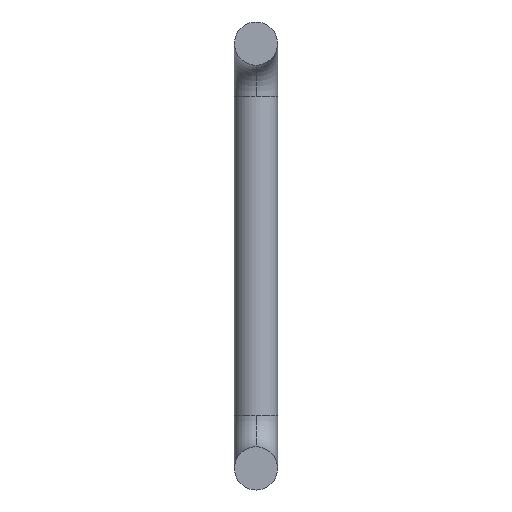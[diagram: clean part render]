
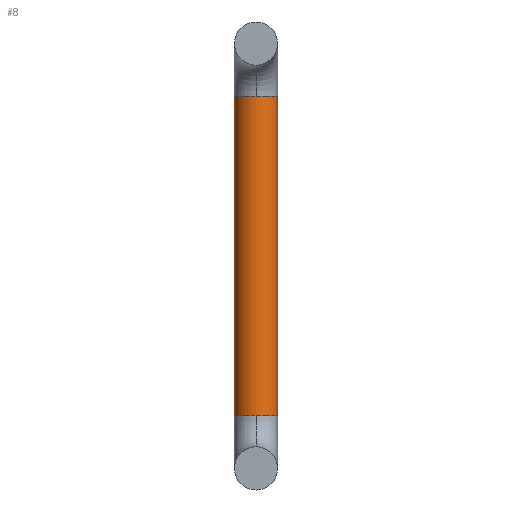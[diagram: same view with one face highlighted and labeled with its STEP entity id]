
A CAD part, front view. The second image highlights one B-rep face of the part: STEP entity #8.
In plain terms, the highlighted cylindrical face has radius 1.63 mm (diameter 3.26 mm), a partial arc.
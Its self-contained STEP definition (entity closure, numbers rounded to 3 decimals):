
#8 = ADVANCED_FACE ( 'NONE', ( #121 ), #378, .T. ) ;
#17 = AXIS2_PLACEMENT_3D ( 'NONE', #41, #326, #305 ) ;
#18 = ORIENTED_EDGE ( 'NONE', *, *, #257, .T. ) ;
#22 = VERTEX_POINT ( 'NONE', #27 ) ;
#27 = CARTESIAN_POINT ( 'NONE',  ( 0., -1.63, -12. ) ) ;
#28 = ORIENTED_EDGE ( 'NONE', *, *, #419, .F. ) ;
#41 = CARTESIAN_POINT ( 'NONE',  ( 0., 0., 12. ) ) ;
#43 = EDGE_LOOP ( 'NONE', ( #28, #174, #241, #18, #371, #252 ) ) ;
#48 = VECTOR ( 'NONE', #170, 1000. ) ;
#58 = DIRECTION ( 'NONE',  ( 0., 0., -1. ) ) ;
#62 = AXIS2_PLACEMENT_3D ( 'NONE', #243, #209, #212 ) ;
#92 = CARTESIAN_POINT ( 'NONE',  ( 0., -1.63, 12. ) ) ;
#96 = DIRECTION ( 'NONE',  ( 0., 0., 1. ) ) ;
#105 = CIRCLE ( 'NONE', #144, 1.63 ) ;
#106 = CARTESIAN_POINT ( 'NONE',  ( 0., 0., 12. ) ) ;
#121 = FACE_OUTER_BOUND ( 'NONE', #43, .T. ) ;
#128 = DIRECTION ( 'NONE',  ( 0., 0., -1. ) ) ;
#133 = EDGE_CURVE ( 'NONE', #207, #22, #186, .T. ) ;
#139 = CARTESIAN_POINT ( 'NONE',  ( 1.63, 0., 12. ) ) ;
#144 = AXIS2_PLACEMENT_3D ( 'NONE', #106, #302, #203 ) ;
#160 = EDGE_CURVE ( 'NONE', #22, #238, #166, .T. ) ;
#166 = CIRCLE ( 'NONE', #222, 1.63 ) ;
#167 = LINE ( 'NONE', #139, #48 ) ;
#170 = DIRECTION ( 'NONE',  ( 0., 0., -1. ) ) ;
#174 = ORIENTED_EDGE ( 'NONE', *, *, #350, .F. ) ;
#185 = CARTESIAN_POINT ( 'NONE',  ( 0., 0., -12. ) ) ;
#186 = CIRCLE ( 'NONE', #62, 1.63 ) ;
#191 = CIRCLE ( 'NONE', #17, 1.63 ) ;
#192 = CARTESIAN_POINT ( 'NONE',  ( -1.63, 0., 12. ) ) ;
#203 = DIRECTION ( 'NONE',  ( 1., 0., 0. ) ) ;
#204 = VERTEX_POINT ( 'NONE', #192 ) ;
#207 = VERTEX_POINT ( 'NONE', #220 ) ;
#209 = DIRECTION ( 'NONE',  ( 0., 0., 1. ) ) ;
#212 = DIRECTION ( 'NONE',  ( 1., 0., 0. ) ) ;
#220 = CARTESIAN_POINT ( 'NONE',  ( -1.63, 0., -12. ) ) ;
#222 = AXIS2_PLACEMENT_3D ( 'NONE', #185, #96, #262 ) ;
#238 = VERTEX_POINT ( 'NONE', #289 ) ;
#241 = ORIENTED_EDGE ( 'NONE', *, *, #372, .F. ) ;
#243 = CARTESIAN_POINT ( 'NONE',  ( 0., 0., -12. ) ) ;
#245 = DIRECTION ( 'NONE',  ( -1., 0., 0. ) ) ;
#250 = VECTOR ( 'NONE', #128, 1000. ) ;
#252 = ORIENTED_EDGE ( 'NONE', *, *, #160, .T. ) ;
#257 = EDGE_CURVE ( 'NONE', #204, #207, #292, .T. ) ;
#262 = DIRECTION ( 'NONE',  ( 1., 0., 0. ) ) ;
#263 = VERTEX_POINT ( 'NONE', #92 ) ;
#272 = AXIS2_PLACEMENT_3D ( 'NONE', #342, #58, #245 ) ;
#289 = CARTESIAN_POINT ( 'NONE',  ( 1.63, 0., -12. ) ) ;
#292 = LINE ( 'NONE', #390, #250 ) ;
#302 = DIRECTION ( 'NONE',  ( 0., 0., 1. ) ) ;
#305 = DIRECTION ( 'NONE',  ( 1., 0., 0. ) ) ;
#326 = DIRECTION ( 'NONE',  ( 0., 0., 1. ) ) ;
#334 = VERTEX_POINT ( 'NONE', #398 ) ;
#342 = CARTESIAN_POINT ( 'NONE',  ( 0., 0., 12. ) ) ;
#350 = EDGE_CURVE ( 'NONE', #263, #334, #191, .T. ) ;
#371 = ORIENTED_EDGE ( 'NONE', *, *, #133, .T. ) ;
#372 = EDGE_CURVE ( 'NONE', #204, #263, #105, .T. ) ;
#378 = CYLINDRICAL_SURFACE ( 'NONE', #272, 1.63 ) ;
#390 = CARTESIAN_POINT ( 'NONE',  ( -1.63, 0., 12. ) ) ;
#398 = CARTESIAN_POINT ( 'NONE',  ( 1.63, 0., 12. ) ) ;
#419 = EDGE_CURVE ( 'NONE', #334, #238, #167, .T. ) ;
